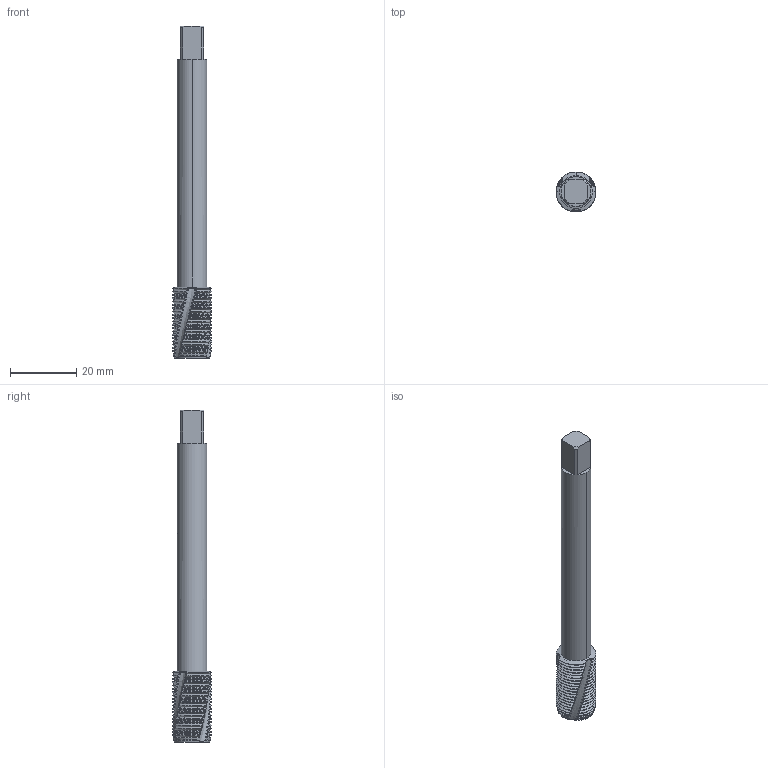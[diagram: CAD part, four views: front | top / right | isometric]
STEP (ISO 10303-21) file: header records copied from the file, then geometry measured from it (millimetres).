
FILE_DESCRIPTION(('no description'),'unknown implementation level');
FILE_NAME('solidjMX4vFuvx0NVVg0VsTx1WqyNWjo_1.STP',' ',('CIM GmbH Aachen'),('CADClick - KiM GmbH - www.kimweb.de'),'unknown preprocess','ACIS','unknown authorization');
FILE_SCHEMA(('automotive_design'));
Length unit declared in the file: millimetre
Products named in the file (2): 1; 2
Bounding box: 12 x 12 x 100 mm (x, y, z)
Volume: 6936.5 mm3; surface area: 4933.3 mm2
Topology: 2 solids, 2 shells, 440 faces, 1239 edges, 803 vertices
Faces by surface type: cone 216, cylinder 198, plane 17, bspline 6, revolution 3
Entity records: 32992 total; most frequent: CARTESIAN_POINT 8541, STYLED_ITEM 2484, PRESENTATION_STYLE_ASSIGNMENT 2484, COLOUR_RGB 2484, ORIENTED_EDGE 2478, DIRECTION 2041, EDGE_CURVE 1239, CURVE_STYLE 1239
